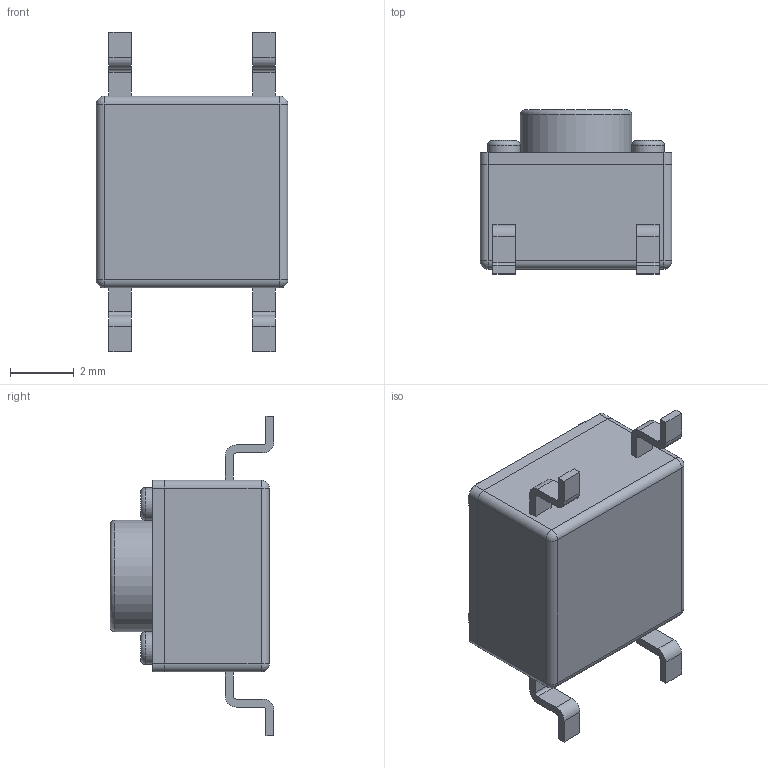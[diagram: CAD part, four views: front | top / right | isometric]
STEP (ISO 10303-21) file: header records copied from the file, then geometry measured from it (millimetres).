
FILE_DESCRIPTION (( 'STEP AP214' ), '1' );
FILE_NAME ('FSM4JSMATR.STEP', '2021-07-22T09:52:14', ( '' ), ( '' ), 'SwSTEP 2.0', 'SolidWorks 2018', '' );
FILE_SCHEMA (( 'AUTOMOTIVE_DESIGN' ));
Length unit declared in the file: millimetre
Products named in the file (2): FSM4JSMATR
Bounding box: 6 x 5.13 x 10 mm (x, y, z)
Volume: 146.4 mm3; surface area: 259.6 mm2
Topology: 6 solids, 6 shells, 105 faces, 253 edges, 161 vertices
Faces by surface type: plane 57, cylinder 39, torus 5, sphere 4
Full cylindrical faces by diameter (mm): 1.016 x8, 3.5 x1
Entity records: 4163 total; most frequent: DIRECTION 530, CARTESIAN_POINT 499, ORIENTED_EDGE 466, EDGE_CURVE 233, AXIS2_PLACEMENT_3D 190, VERTEX_POINT 159, VECTOR 150, LINE 150
